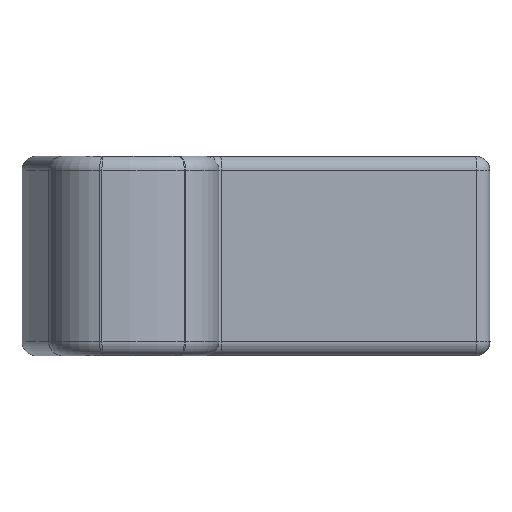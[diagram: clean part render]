
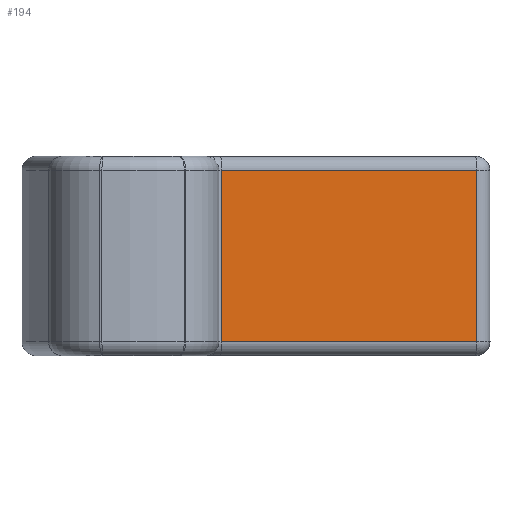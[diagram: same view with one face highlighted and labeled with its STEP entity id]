
A CAD part, left-side view. The second image highlights one B-rep face of the part: STEP entity #194.
In plain terms, the highlighted planar face has unit normal (-0.999, -0.053, 0).
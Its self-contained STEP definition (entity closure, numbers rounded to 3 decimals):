
#194 = ADVANCED_FACE( '', ( #510 ), #511, .F. );
#510 = FACE_OUTER_BOUND( '', #911, .T. );
#511 = PLANE( '', #912 );
#911 = EDGE_LOOP( '', ( #1441, #1442, #1443, #1444 ) );
#912 = AXIS2_PLACEMENT_3D( '', #1445, #1446, #1447 );
#1441 = ORIENTED_EDGE( '', *, *, #2129, .F. );
#1442 = ORIENTED_EDGE( '', *, *, #2130, .F. );
#1443 = ORIENTED_EDGE( '', *, *, #2131, .T. );
#1444 = ORIENTED_EDGE( '', *, *, #2132, .F. );
#1445 = CARTESIAN_POINT( '', ( -6.55, -18.053, 1. ) );
#1446 = DIRECTION( '', ( 0.999, 0.053, 0. ) );
#1447 = DIRECTION( '', ( -0.053, 0.999, 0. ) );
#2129 = EDGE_CURVE( '', #2484, #2485, #2486, .F. );
#2130 = EDGE_CURVE( '', #2487, #2484, #2488, .F. );
#2131 = EDGE_CURVE( '', #2487, #2489, #2490, .T. );
#2132 = EDGE_CURVE( '', #2485, #2489, #2491, .F. );
#2484 = VERTEX_POINT( '', #3046 );
#2485 = VERTEX_POINT( '', #3047 );
#2486 = LINE( '', #3048, #3049 );
#2487 = VERTEX_POINT( '', #3050 );
#2488 = LINE( '', #3051, #3052 );
#2489 = VERTEX_POINT( '', #3053 );
#2490 = LINE( '', #3054, #3055 );
#2491 = LINE( '', #3056, #3057 );
#3046 = CARTESIAN_POINT( '', ( -7.492, -0.161, 1. ) );
#3047 = CARTESIAN_POINT( '', ( -7.492, -0.161, 13. ) );
#3048 = CARTESIAN_POINT( '', ( -7.492, -0.161, 10.6 ) );
#3049 = VECTOR( '', #3608, 1000. );
#3050 = CARTESIAN_POINT( '', ( -6.55, -18.053, 1. ) );
#3051 = CARTESIAN_POINT( '', ( -7.311, -3.596, 1. ) );
#3052 = VECTOR( '', #3609, 1000. );
#3053 = CARTESIAN_POINT( '', ( -6.55, -18.053, 13. ) );
#3054 = CARTESIAN_POINT( '', ( -6.55, -18.053, 1. ) );
#3055 = VECTOR( '', #3610, 1000. );
#3056 = CARTESIAN_POINT( '', ( -6.55, -18.053, 13. ) );
#3057 = VECTOR( '', #3611, 1000. );
#3608 = DIRECTION( '', ( 0., 0., -1. ) );
#3609 = DIRECTION( '', ( 0.053, -0.999, 0. ) );
#3610 = DIRECTION( '', ( 0., 0., 1. ) );
#3611 = DIRECTION( '', ( -0.053, 0.999, 0. ) );
